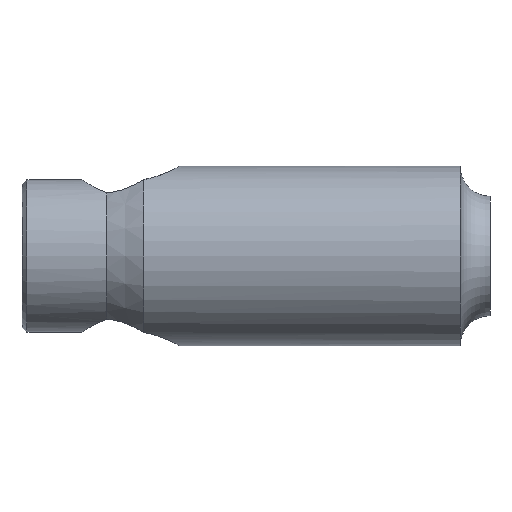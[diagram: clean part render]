
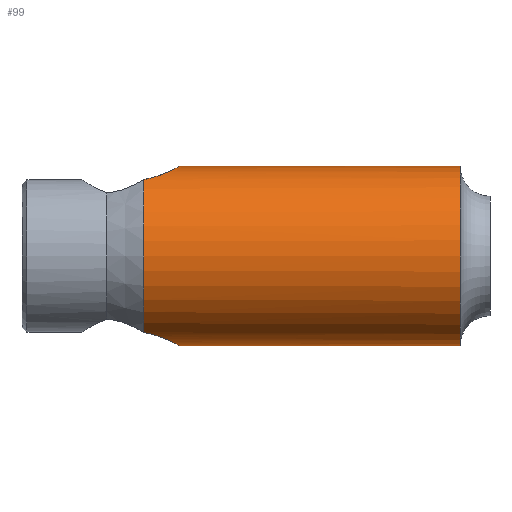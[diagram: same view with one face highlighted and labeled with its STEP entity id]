
A CAD part, left-side view. The second image highlights one B-rep face of the part: STEP entity #99.
In plain terms, the highlighted cylindrical face has radius 9 mm (diameter 18 mm), a partial arc.
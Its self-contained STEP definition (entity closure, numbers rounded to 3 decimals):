
#80 = VERTEX_POINT ( 'NONE', #653 ) ;
#89 = CARTESIAN_POINT ( 'NONE',  ( -4.722, 34.791, 7.662 ) ) ;
#99 = ADVANCED_FACE ( 'NONE', ( #274 ), #1111, .T. ) ;
#166 = DIRECTION ( 'NONE',  ( 0., -1., 0. ) ) ;
#170 = CARTESIAN_POINT ( 'NONE',  ( 0., 31.2, -9. ) ) ;
#172 = DIRECTION ( 'NONE',  ( 0., 0., -1. ) ) ;
#202 = CARTESIAN_POINT ( 'NONE',  ( -4.577, 34.268, 7.751 ) ) ;
#203 = VERTEX_POINT ( 'NONE', #1147 ) ;
#210 = AXIS2_PLACEMENT_3D ( 'NONE', #773, #767, #759 ) ;
#212 = CARTESIAN_POINT ( 'NONE',  ( -4.355, 33.793, 7.883 ) ) ;
#214 = CARTESIAN_POINT ( 'NONE',  ( -3.764, 32.918, 8.182 ) ) ;
#221 = DIRECTION ( 'NONE',  ( 0., -1., 0. ) ) ;
#223 = CARTESIAN_POINT ( 'NONE',  ( -3.409, 32.541, 8.341 ) ) ;
#273 = CARTESIAN_POINT ( 'NONE',  ( -4.722, 34.791, -7.662 ) ) ;
#274 = FACE_OUTER_BOUND ( 'NONE', #1093, .T. ) ;
#289 = CARTESIAN_POINT ( 'NONE',  ( -0.273, 31.2, -9. ) ) ;
#296 = CARTESIAN_POINT ( 'NONE',  ( -0.542, 31.223, -8.988 ) ) ;
#327 = ORIENTED_EDGE ( 'NONE', *, *, #1334, .F. ) ;
#336 = CARTESIAN_POINT ( 'NONE',  ( -2.56, 31.914, 8.631 ) ) ;
#342 = CARTESIAN_POINT ( 'NONE',  ( -2.096, 31.663, 8.756 ) ) ;
#352 = ORIENTED_EDGE ( 'NONE', *, *, #1429, .T. ) ;
#353 = CARTESIAN_POINT ( 'NONE',  ( -1.85, 31.555, 8.812 ) ) ;
#361 = CARTESIAN_POINT ( 'NONE',  ( -1.34, 31.379, 8.903 ) ) ;
#365 = CARTESIAN_POINT ( 'NONE',  ( -1.08, 31.313, 8.939 ) ) ;
#372 = CARTESIAN_POINT ( 'NONE',  ( -0.547, 31.223, 8.987 ) ) ;
#401 = EDGE_CURVE ( 'NONE', #806, #203, #972, .T. ) ;
#428 = EDGE_CURVE ( 'NONE', #1086, #1031, #1066, .T. ) ;
#430 = CARTESIAN_POINT ( 'NONE',  ( -1.075, 31.312, -8.94 ) ) ;
#438 = CARTESIAN_POINT ( 'NONE',  ( -1.341, 31.379, -8.903 ) ) ;
#445 = AXIS2_PLACEMENT_3D ( 'NONE', #1216, #1210, #1143 ) ;
#459 = ORIENTED_EDGE ( 'NONE', *, *, #1116, .T. ) ;
#474 = VERTEX_POINT ( 'NONE', #1122 ) ;
#481 = CARTESIAN_POINT ( 'NONE',  ( 0., 31.2, 9. ) ) ;
#484 = CARTESIAN_POINT ( 'NONE',  ( -0.272, 31.2, 9. ) ) ;
#561 = CARTESIAN_POINT ( 'NONE',  ( -1.849, 31.554, -8.812 ) ) ;
#563 = B_SPLINE_CURVE_WITH_KNOTS ( 'NONE', 3,
 ( #1254, #1251, #817, #811, #804, #687, #683, #569, #561, #438, #430, #296, #289, #170 ),
 .UNSPECIFIED., .F., .F.,
 ( 4, 2, 2, 2, 2, 2, 4 ),
 ( 0., 0.002, 0.003, 0.004, 0.005, 0.006, 0.007 ),
 .UNSPECIFIED. ) ;
#569 = CARTESIAN_POINT ( 'NONE',  ( -2.092, 31.661, -8.757 ) ) ;
#617 = CARTESIAN_POINT ( 'NONE',  ( 0., 0., 9. ) ) ;
#653 = CARTESIAN_POINT ( 'NONE',  ( 0., 31.2, 9. ) ) ;
#680 = VECTOR ( 'NONE', #221, 1000. ) ;
#683 = CARTESIAN_POINT ( 'NONE',  ( -2.556, 31.911, -8.633 ) ) ;
#687 = CARTESIAN_POINT ( 'NONE',  ( -2.778, 32.055, -8.563 ) ) ;
#691 = CARTESIAN_POINT ( 'NONE',  ( 0., 3., 9. ) ) ;
#714 = LINE ( 'NONE', #1183, #1518 ) ;
#759 = DIRECTION ( 'NONE',  ( 0., 0., -1. ) ) ;
#767 = DIRECTION ( 'NONE',  ( 0., -1., 0. ) ) ;
#773 = CARTESIAN_POINT ( 'NONE',  ( 0., 34.791, 0. ) ) ;
#782 = B_SPLINE_CURVE_WITH_KNOTS ( 'NONE', 3,
 ( #481, #484, #372, #365, #361, #353, #342, #336, #1202, #223, #214, #212, #202, #89 ),
 .UNSPECIFIED., .F., .F.,
 ( 4, 2, 2, 2, 2, 2, 4 ),
 ( 0.007, 0.007, 0.008, 0.009, 0.01, 0.011, 0.013 ),
 .UNSPECIFIED. ) ;
#804 = CARTESIAN_POINT ( 'NONE',  ( -3.406, 32.538, -8.343 ) ) ;
#806 = VERTEX_POINT ( 'NONE', #691 ) ;
#811 = CARTESIAN_POINT ( 'NONE',  ( -3.763, 32.917, -8.182 ) ) ;
#817 = CARTESIAN_POINT ( 'NONE',  ( -4.354, 33.791, -7.884 ) ) ;
#883 = AXIS2_PLACEMENT_3D ( 'NONE', #1006, #166, #172 ) ;
#907 = ORIENTED_EDGE ( 'NONE', *, *, #428, .T. ) ;
#949 = ORIENTED_EDGE ( 'NONE', *, *, #1369, .T. ) ;
#972 = CIRCLE ( 'NONE', #445, 9. ) ;
#1006 = CARTESIAN_POINT ( 'NONE',  ( 0., 0., 0. ) ) ;
#1031 = VERTEX_POINT ( 'NONE', #273 ) ;
#1066 = CIRCLE ( 'NONE', #210, 9. ) ;
#1082 = DIRECTION ( 'NONE',  ( 0., -1., 0. ) ) ;
#1086 = VERTEX_POINT ( 'NONE', #1279 ) ;
#1093 = EDGE_LOOP ( 'NONE', ( #327, #459, #907, #949, #352, #1409 ) ) ;
#1111 = CYLINDRICAL_SURFACE ( 'NONE', #883, 9. ) ;
#1116 = EDGE_CURVE ( 'NONE', #80, #1086, #782, .T. ) ;
#1122 = CARTESIAN_POINT ( 'NONE',  ( 0., 31.2, -9. ) ) ;
#1143 = DIRECTION ( 'NONE',  ( 0., 0., -1. ) ) ;
#1147 = CARTESIAN_POINT ( 'NONE',  ( 0., 3., -9. ) ) ;
#1183 = CARTESIAN_POINT ( 'NONE',  ( 0., 0., -9. ) ) ;
#1202 = CARTESIAN_POINT ( 'NONE',  ( -2.781, 32.057, 8.562 ) ) ;
#1210 = DIRECTION ( 'NONE',  ( 0., -1., 0. ) ) ;
#1216 = CARTESIAN_POINT ( 'NONE',  ( 0., 3., 0. ) ) ;
#1251 = CARTESIAN_POINT ( 'NONE',  ( -4.577, 34.267, -7.751 ) ) ;
#1254 = CARTESIAN_POINT ( 'NONE',  ( -4.722, 34.791, -7.662 ) ) ;
#1279 = CARTESIAN_POINT ( 'NONE',  ( -4.722, 34.791, 7.662 ) ) ;
#1334 = EDGE_CURVE ( 'NONE', #80, #806, #1522, .T. ) ;
#1369 = EDGE_CURVE ( 'NONE', #1031, #474, #563, .T. ) ;
#1409 = ORIENTED_EDGE ( 'NONE', *, *, #401, .F. ) ;
#1429 = EDGE_CURVE ( 'NONE', #474, #203, #714, .T. ) ;
#1518 = VECTOR ( 'NONE', #1082, 1000. ) ;
#1522 = LINE ( 'NONE', #617, #680 ) ;
